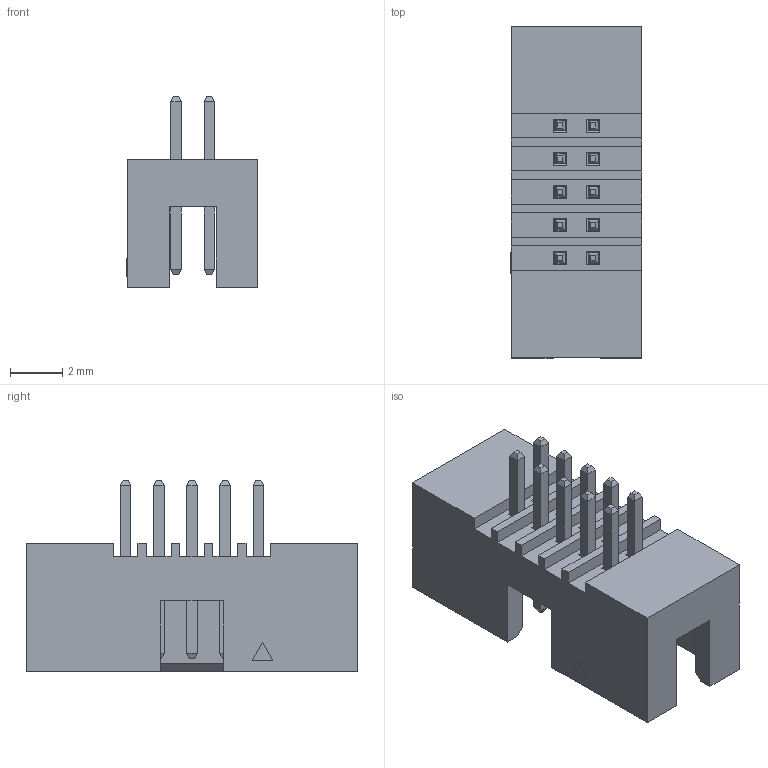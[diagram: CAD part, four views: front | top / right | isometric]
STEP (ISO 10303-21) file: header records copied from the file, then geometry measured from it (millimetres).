
FILE_DESCRIPTION((''),'2;1');
FILE_NAME('2195S-10X-K_ASM','2020-12-10T11:32:35',('Acer'),(''),'CREO PARAMETRIC BY PTC INC, 2018100','CREO PARAMETRIC BY PTC INC, 2018100','');
FILE_SCHEMA(('CONFIG_CONTROL_DESIGN'));
Length unit declared in the file: millimetre
Products named in the file (3): 801-2195-10-K; 802A-0_4; 2195S-10X-K_ASM
Assembly tree (11 placements, depth 2):
  2195S-10X-K_ASM
    801-2195-10-K
    802A-0_4  x10
Bounding box: 5.05 x 12.7 x 7.3 mm (x, y, z)
Volume: 175.7 mm3; surface area: 511.3 mm2
Topology: 11 solids, 11 shells, 273 faces, 626 edges, 376 vertices
Faces by surface type: plane 273
Entity records: 4472 total; most frequent: CARTESIAN_POINT 767, ORIENTED_EDGE 748, DIRECTION 696, VECTOR 374, LINE 374, EDGE_CURVE 374, VERTEX_POINT 232, EDGE_LOOP 168
